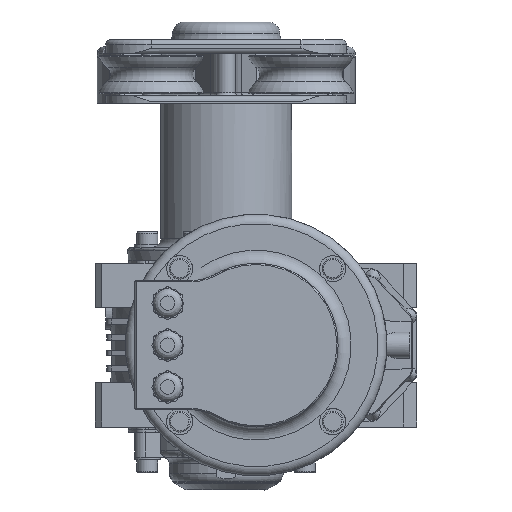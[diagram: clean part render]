
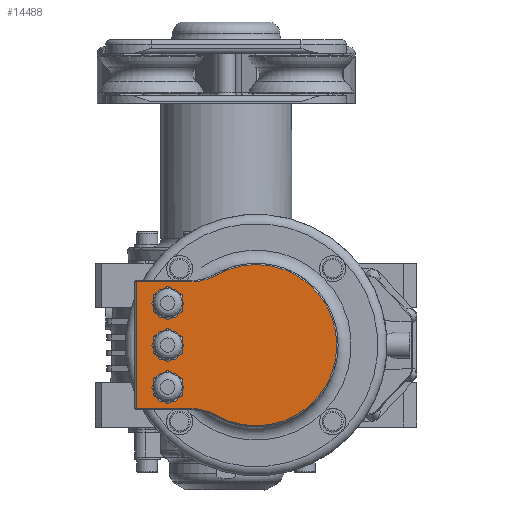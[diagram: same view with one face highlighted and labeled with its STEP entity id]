
A CAD part, front view. The second image highlights one B-rep face of the part: STEP entity #14488.
In plain terms, the highlighted planar face has unit normal (0, -1, 0).
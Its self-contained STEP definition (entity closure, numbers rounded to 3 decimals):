
#160=ELLIPSE('',#15530,2.078,1.2);
#438=FACE_BOUND('',#4443,.T.);
#439=FACE_BOUND('',#4444,.T.);
#440=FACE_BOUND('',#4445,.T.);
#712=LINE('',#22918,#1920);
#715=LINE('',#22926,#1923);
#716=LINE('',#22928,#1924);
#717=LINE('',#22936,#1925);
#718=LINE('',#22938,#1926);
#719=LINE('',#22940,#1927);
#720=LINE('',#22942,#1928);
#721=LINE('',#22944,#1929);
#722=LINE('',#22945,#1930);
#723=LINE('',#22948,#1931);
#724=LINE('',#22950,#1932);
#725=LINE('',#22952,#1933);
#726=LINE('',#22954,#1934);
#727=LINE('',#22956,#1935);
#728=LINE('',#22957,#1936);
#729=LINE('',#22960,#1937);
#730=LINE('',#22962,#1938);
#731=LINE('',#22964,#1939);
#732=LINE('',#22966,#1940);
#733=LINE('',#22968,#1941);
#734=LINE('',#22969,#1942);
#1920=VECTOR('',#17691,40.775);
#1923=VECTOR('',#17698,95.651);
#1924=VECTOR('',#17699,41.623);
#1925=VECTOR('',#17706,12.413);
#1926=VECTOR('',#17707,12.413);
#1927=VECTOR('',#17708,12.413);
#1928=VECTOR('',#17709,12.413);
#1929=VECTOR('',#17710,12.413);
#1930=VECTOR('',#17711,12.413);
#1931=VECTOR('',#17712,12.413);
#1932=VECTOR('',#17713,12.413);
#1933=VECTOR('',#17714,12.413);
#1934=VECTOR('',#17715,12.413);
#1935=VECTOR('',#17716,12.413);
#1936=VECTOR('',#17717,12.413);
#1937=VECTOR('',#17718,12.413);
#1938=VECTOR('',#17719,12.413);
#1939=VECTOR('',#17720,12.413);
#1940=VECTOR('',#17721,12.413);
#1941=VECTOR('',#17722,12.413);
#1942=VECTOR('',#17723,12.413);
#3037=PLANE('',#15534);
#3553=FACE_OUTER_BOUND('',#4442,.T.);
#4442=EDGE_LOOP('',(#10538,#10539,#10540,#10541,#10542,#10543,#10544));
#4443=EDGE_LOOP('',(#10545,#10546,#10547,#10548,#10549,#10550));
#4444=EDGE_LOOP('',(#10551,#10552,#10553,#10554,#10555,#10556));
#4445=EDGE_LOOP('',(#10557,#10558,#10559,#10560,#10561,#10562));
#5599=CIRCLE('',#15535,39.);
#5600=CIRCLE('',#15536,61.5);
#5601=CIRCLE('',#15537,39.);
#6479=VERTEX_POINT('',#22908);
#6480=VERTEX_POINT('',#22909);
#6483=VERTEX_POINT('',#22917);
#6486=VERTEX_POINT('',#22925);
#6487=VERTEX_POINT('',#22927);
#6488=VERTEX_POINT('',#22929);
#6489=VERTEX_POINT('',#22931);
#6490=VERTEX_POINT('',#22934);
#6491=VERTEX_POINT('',#22935);
#6492=VERTEX_POINT('',#22937);
#6493=VERTEX_POINT('',#22939);
#6494=VERTEX_POINT('',#22941);
#6495=VERTEX_POINT('',#22943);
#6496=VERTEX_POINT('',#22946);
#6497=VERTEX_POINT('',#22947);
#6498=VERTEX_POINT('',#22949);
#6499=VERTEX_POINT('',#22951);
#6500=VERTEX_POINT('',#22953);
#6501=VERTEX_POINT('',#22955);
#6502=VERTEX_POINT('',#22958);
#6503=VERTEX_POINT('',#22959);
#6504=VERTEX_POINT('',#22961);
#6505=VERTEX_POINT('',#22963);
#6506=VERTEX_POINT('',#22965);
#6507=VERTEX_POINT('',#22967);
#8035=EDGE_CURVE('',#6479,#6480,#160,.T.);
#8039=EDGE_CURVE('',#6483,#6480,#712,.T.);
#8043=EDGE_CURVE('',#6479,#6486,#715,.T.);
#8044=EDGE_CURVE('',#6486,#6487,#716,.T.);
#8045=EDGE_CURVE('',#6487,#6488,#5599,.T.);
#8046=EDGE_CURVE('',#6488,#6489,#5600,.T.);
#8047=EDGE_CURVE('',#6489,#6483,#5601,.T.);
#8048=EDGE_CURVE('',#6490,#6491,#717,.T.);
#8049=EDGE_CURVE('',#6491,#6492,#718,.T.);
#8050=EDGE_CURVE('',#6492,#6493,#719,.T.);
#8051=EDGE_CURVE('',#6493,#6494,#720,.T.);
#8052=EDGE_CURVE('',#6494,#6495,#721,.T.);
#8053=EDGE_CURVE('',#6495,#6490,#722,.T.);
#8054=EDGE_CURVE('',#6496,#6497,#723,.T.);
#8055=EDGE_CURVE('',#6498,#6496,#724,.T.);
#8056=EDGE_CURVE('',#6499,#6498,#725,.T.);
#8057=EDGE_CURVE('',#6500,#6499,#726,.T.);
#8058=EDGE_CURVE('',#6501,#6500,#727,.T.);
#8059=EDGE_CURVE('',#6497,#6501,#728,.T.);
#8060=EDGE_CURVE('',#6502,#6503,#729,.T.);
#8061=EDGE_CURVE('',#6504,#6502,#730,.T.);
#8062=EDGE_CURVE('',#6505,#6504,#731,.T.);
#8063=EDGE_CURVE('',#6506,#6505,#732,.T.);
#8064=EDGE_CURVE('',#6507,#6506,#733,.T.);
#8065=EDGE_CURVE('',#6503,#6507,#734,.T.);
#10538=ORIENTED_EDGE('',*,*,#8035,.F.);
#10539=ORIENTED_EDGE('',*,*,#8043,.T.);
#10540=ORIENTED_EDGE('',*,*,#8044,.T.);
#10541=ORIENTED_EDGE('',*,*,#8045,.T.);
#10542=ORIENTED_EDGE('',*,*,#8046,.T.);
#10543=ORIENTED_EDGE('',*,*,#8047,.T.);
#10544=ORIENTED_EDGE('',*,*,#8039,.T.);
#10545=ORIENTED_EDGE('',*,*,#8048,.T.);
#10546=ORIENTED_EDGE('',*,*,#8049,.T.);
#10547=ORIENTED_EDGE('',*,*,#8050,.T.);
#10548=ORIENTED_EDGE('',*,*,#8051,.T.);
#10549=ORIENTED_EDGE('',*,*,#8052,.T.);
#10550=ORIENTED_EDGE('',*,*,#8053,.T.);
#10551=ORIENTED_EDGE('',*,*,#8054,.F.);
#10552=ORIENTED_EDGE('',*,*,#8055,.F.);
#10553=ORIENTED_EDGE('',*,*,#8056,.F.);
#10554=ORIENTED_EDGE('',*,*,#8057,.F.);
#10555=ORIENTED_EDGE('',*,*,#8058,.F.);
#10556=ORIENTED_EDGE('',*,*,#8059,.F.);
#10557=ORIENTED_EDGE('',*,*,#8060,.F.);
#10558=ORIENTED_EDGE('',*,*,#8061,.F.);
#10559=ORIENTED_EDGE('',*,*,#8062,.F.);
#10560=ORIENTED_EDGE('',*,*,#8063,.F.);
#10561=ORIENTED_EDGE('',*,*,#8064,.F.);
#10562=ORIENTED_EDGE('',*,*,#8065,.F.);
#14488=ADVANCED_FACE('',(#3553,#438,#439,#440),#3037,.F.);
#15530=AXIS2_PLACEMENT_3D('',#22910,#17683,#17684);
#15534=AXIS2_PLACEMENT_3D('',#22924,#17696,#17697);
#15535=AXIS2_PLACEMENT_3D('',#22930,#17700,#17701);
#15536=AXIS2_PLACEMENT_3D('',#22932,#17702,#17703);
#15537=AXIS2_PLACEMENT_3D('',#22933,#17704,#17705);
#17683=DIRECTION('center_axis',(0.,1.,0.));
#17684=DIRECTION('ref_axis',(-0.707,0.,0.707));
#17691=DIRECTION('',(-1.,0.,0.));
#17696=DIRECTION('center_axis',(0.,1.,0.));
#17697=DIRECTION('ref_axis',(0.,0.,1.));
#17698=DIRECTION('',(0.,0.,-1.));
#17699=DIRECTION('',(1.,0.,0.));
#17700=DIRECTION('center_axis',(0.,1.,0.));
#17701=DIRECTION('ref_axis',(0.257,0.,0.966));
#17702=DIRECTION('center_axis',(0.,-1.,0.));
#17703=DIRECTION('ref_axis',(1.,0.,0.));
#17704=DIRECTION('center_axis',(0.,1.,0.));
#17705=DIRECTION('ref_axis',(0.257,0.,-0.966));
#17706=DIRECTION('',(0.5,0.,-0.866));
#17707=DIRECTION('',(-0.5,0.,-0.866));
#17708=DIRECTION('',(-1.,0.,0.));
#17709=DIRECTION('',(-0.5,0.,0.866));
#17710=DIRECTION('',(0.5,0.,0.866));
#17711=DIRECTION('',(1.,0.,0.));
#17712=DIRECTION('',(-0.5,0.,0.866));
#17713=DIRECTION('',(0.5,0.,0.866));
#17714=DIRECTION('',(1.,0.,0.));
#17715=DIRECTION('',(0.5,0.,-0.866));
#17716=DIRECTION('',(-0.5,0.,-0.866));
#17717=DIRECTION('',(-1.,0.,0.));
#17718=DIRECTION('',(-0.5,0.,0.866));
#17719=DIRECTION('',(0.5,0.,0.866));
#17720=DIRECTION('',(1.,0.,0.));
#17721=DIRECTION('',(0.5,0.,-0.866));
#17722=DIRECTION('',(-0.5,0.,-0.866));
#17723=DIRECTION('',(-1.,0.,0.));
#22908=CARTESIAN_POINT('',(-68.6,-399.,-143.099));
#22909=CARTESIAN_POINT('',(-67.751,-399.,-142.25));
#22910=CARTESIAN_POINT('Origin',(-66.903,-399.,-143.947));
#22917=CARTESIAN_POINT('',(-26.977,-399.,-142.25));
#22918=CARTESIAN_POINT('',(-69.6,-399.,-142.25));
#22924=CARTESIAN_POINT('Origin',(-69.6,-399.,-141.25));
#22925=CARTESIAN_POINT('',(-68.6,-399.,-238.75));
#22926=CARTESIAN_POINT('',(-68.6,-399.,-190.5));
#22927=CARTESIAN_POINT('',(-26.977,-399.,-238.75));
#22928=CARTESIAN_POINT('',(-48.288,-399.,-238.75));
#22929=CARTESIAN_POINT('',(-7.622,-399.,-243.892));
#22930=CARTESIAN_POINT('Origin',(-26.977,-399.,-277.75));
#22931=CARTESIAN_POINT('',(-7.622,-399.,-137.108));
#22932=CARTESIAN_POINT('Origin',(22.9,-399.,-190.5));
#22933=CARTESIAN_POINT('Origin',(-26.977,-399.,-103.25));
#22934=CARTESIAN_POINT('',(-38.393,-399.,-179.75));
#22935=CARTESIAN_POINT('',(-32.187,-399.,-190.5));
#22936=CARTESIAN_POINT('',(-38.393,-399.,-179.75));
#22937=CARTESIAN_POINT('',(-38.393,-399.,-201.25));
#22938=CARTESIAN_POINT('',(-32.187,-399.,-190.5));
#22939=CARTESIAN_POINT('',(-50.807,-399.,-201.25));
#22940=CARTESIAN_POINT('',(-38.393,-399.,-201.25));
#22941=CARTESIAN_POINT('',(-57.013,-399.,-190.5));
#22942=CARTESIAN_POINT('',(-50.807,-399.,-201.25));
#22943=CARTESIAN_POINT('',(-50.807,-399.,-179.75));
#22944=CARTESIAN_POINT('',(-57.013,-399.,-190.5));
#22945=CARTESIAN_POINT('',(-50.807,-399.,-179.75));
#22946=CARTESIAN_POINT('',(-32.187,-399.,-158.5));
#22947=CARTESIAN_POINT('',(-38.393,-399.,-147.75));
#22948=CARTESIAN_POINT('',(-40.598,-399.,-143.931));
#22949=CARTESIAN_POINT('',(-38.393,-399.,-169.25));
#22950=CARTESIAN_POINT('',(-36.232,-399.,-165.506));
#22951=CARTESIAN_POINT('',(-50.807,-399.,-169.25));
#22952=CARTESIAN_POINT('',(-60.203,-399.,-169.25));
#22953=CARTESIAN_POINT('',(-57.013,-399.,-158.5));
#22954=CARTESIAN_POINT('',(-62.321,-399.,-149.306));
#22955=CARTESIAN_POINT('',(-50.807,-399.,-147.75));
#22956=CARTESIAN_POINT('',(-51.748,-399.,-149.381));
#22957=CARTESIAN_POINT('',(-53.997,-399.,-147.75));
#22958=CARTESIAN_POINT('',(-32.187,-399.,-222.5));
#22959=CARTESIAN_POINT('',(-38.393,-399.,-211.75));
#22960=CARTESIAN_POINT('',(-54.455,-399.,-183.931));
#22961=CARTESIAN_POINT('',(-38.393,-399.,-233.25));
#22962=CARTESIAN_POINT('',(-22.376,-399.,-205.506));
#22963=CARTESIAN_POINT('',(-50.807,-399.,-233.25));
#22964=CARTESIAN_POINT('',(-60.203,-399.,-233.25));
#22965=CARTESIAN_POINT('',(-57.013,-399.,-222.5));
#22966=CARTESIAN_POINT('',(-76.178,-399.,-189.306));
#22967=CARTESIAN_POINT('',(-50.807,-399.,-211.75));
#22968=CARTESIAN_POINT('',(-37.892,-399.,-189.381));
#22969=CARTESIAN_POINT('',(-53.997,-399.,-211.75));
